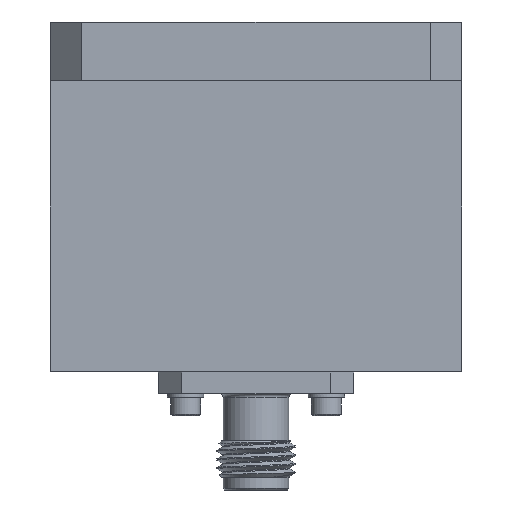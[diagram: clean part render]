
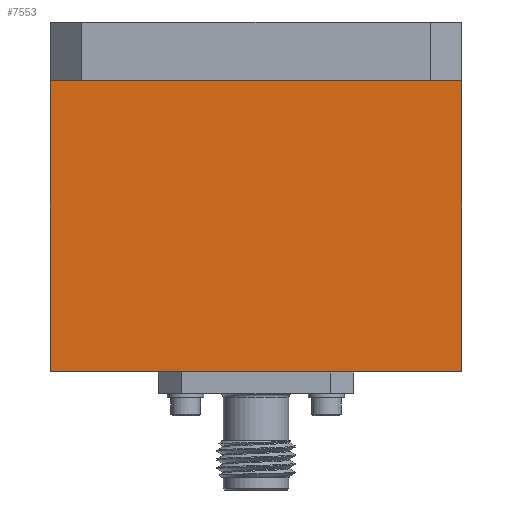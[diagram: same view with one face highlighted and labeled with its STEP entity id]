
A CAD part, front view. The second image highlights one B-rep face of the part: STEP entity #7553.
In plain terms, the highlighted planar face has unit normal (0, -1, 0).
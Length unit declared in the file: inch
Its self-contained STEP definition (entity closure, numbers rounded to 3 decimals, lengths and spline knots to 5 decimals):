
#434 = PLANE ( 'NONE',  #7748 ) ;
#478 = VERTEX_POINT ( 'NONE', #1983 ) ;
#785 = EDGE_LOOP ( 'NONE', ( #3976, #3206, #4351, #3771, #805, #5695 ) ) ;
#805 = ORIENTED_EDGE ( 'NONE', *, *, #7498, .F. ) ;
#810 = CARTESIAN_POINT ( 'NONE',  ( -0.6565, -0.2755, -0.918 ) ) ;
#1319 = EDGE_CURVE ( 'NONE', #2467, #478, #5318, .T. ) ;
#1498 = CARTESIAN_POINT ( 'NONE',  ( -0.6565, -0.2755, -1.118 ) ) ;
#1579 = DIRECTION ( 'NONE',  ( 0., 0., -1. ) ) ;
#1580 = VECTOR ( 'NONE', #4145, 39.37008 ) ;
#1618 = DIRECTION ( 'NONE',  ( 0., -1., 0. ) ) ;
#1868 = VERTEX_POINT ( 'NONE', #810 ) ;
#1983 = CARTESIAN_POINT ( 'NONE',  ( 0.6565, -0.2755, -0.187 ) ) ;
#2046 = VERTEX_POINT ( 'NONE', #6167 ) ;
#2095 = CARTESIAN_POINT ( 'NONE',  ( -0.6565, -0.2755, -1.118 ) ) ;
#2467 = VERTEX_POINT ( 'NONE', #6161 ) ;
#2588 = EDGE_CURVE ( 'NONE', #478, #6652, #3437, .T. ) ;
#3206 = ORIENTED_EDGE ( 'NONE', *, *, #1319, .T. ) ;
#3235 = EDGE_CURVE ( 'NONE', #7365, #2046, #4110, .T. ) ;
#3346 = VECTOR ( 'NONE', #7391, 39.37008 ) ;
#3437 = LINE ( 'NONE', #6956, #3346 ) ;
#3718 = EDGE_CURVE ( 'NONE', #2046, #2467, #6491, .T. ) ;
#3771 = ORIENTED_EDGE ( 'NONE', *, *, #4222, .F. ) ;
#3900 = DIRECTION ( 'NONE',  ( 0., 0., 1. ) ) ;
#3976 = ORIENTED_EDGE ( 'NONE', *, *, #3718, .T. ) ;
#4041 = CARTESIAN_POINT ( 'NONE',  ( -0.6565, -0.2755, -0.187 ) ) ;
#4110 = LINE ( 'NONE', #5914, #4667 ) ;
#4145 = DIRECTION ( 'NONE',  ( 0., 0., 1. ) ) ;
#4222 = EDGE_CURVE ( 'NONE', #1868, #6652, #7489, .T. ) ;
#4351 = ORIENTED_EDGE ( 'NONE', *, *, #2588, .T. ) ;
#4667 = VECTOR ( 'NONE', #7152, 39.37008 ) ;
#4962 = CARTESIAN_POINT ( 'NONE',  ( -0.6565, -0.2755, -1.118 ) ) ;
#5201 = DIRECTION ( 'NONE',  ( 0., 0., 1. ) ) ;
#5318 = LINE ( 'NONE', #7727, #1580 ) ;
#5544 = VECTOR ( 'NONE', #3900, 39.37008 ) ;
#5595 = VECTOR ( 'NONE', #5652, 39.37008 ) ;
#5652 = DIRECTION ( 'NONE',  ( 0., 0., 1. ) ) ;
#5695 = ORIENTED_EDGE ( 'NONE', *, *, #3235, .T. ) ;
#5914 = CARTESIAN_POINT ( 'NONE',  ( -0.6565, -0.2755, -1.118 ) ) ;
#6161 = CARTESIAN_POINT ( 'NONE',  ( 0.6565, -0.2755, -0.918 ) ) ;
#6167 = CARTESIAN_POINT ( 'NONE',  ( 0.6565, -0.2755, -1.118 ) ) ;
#6340 = CARTESIAN_POINT ( 'NONE',  ( 0.6565, -0.2755, -1.118 ) ) ;
#6491 = LINE ( 'NONE', #6340, #7803 ) ;
#6652 = VERTEX_POINT ( 'NONE', #4041 ) ;
#6898 = FACE_OUTER_BOUND ( 'NONE', #785, .T. ) ;
#6907 = CARTESIAN_POINT ( 'NONE',  ( -0.6565, -0.2755, -1.118 ) ) ;
#6956 = CARTESIAN_POINT ( 'NONE',  ( 0., -0.2755, -0.187 ) ) ;
#7018 = LINE ( 'NONE', #2095, #5595 ) ;
#7152 = DIRECTION ( 'NONE',  ( 1., 0., 0. ) ) ;
#7365 = VERTEX_POINT ( 'NONE', #4962 ) ;
#7391 = DIRECTION ( 'NONE',  ( -1., 0., 0. ) ) ;
#7489 = LINE ( 'NONE', #6907, #5544 ) ;
#7498 = EDGE_CURVE ( 'NONE', #7365, #1868, #7018, .T. ) ;
#7553 = ADVANCED_FACE ( 'NONE', ( #6898 ), #434, .T. ) ;
#7727 = CARTESIAN_POINT ( 'NONE',  ( 0.6565, -0.2755, -1.118 ) ) ;
#7748 = AXIS2_PLACEMENT_3D ( 'NONE', #1498, #1618, #1579 ) ;
#7803 = VECTOR ( 'NONE', #5201, 39.37008 ) ;
